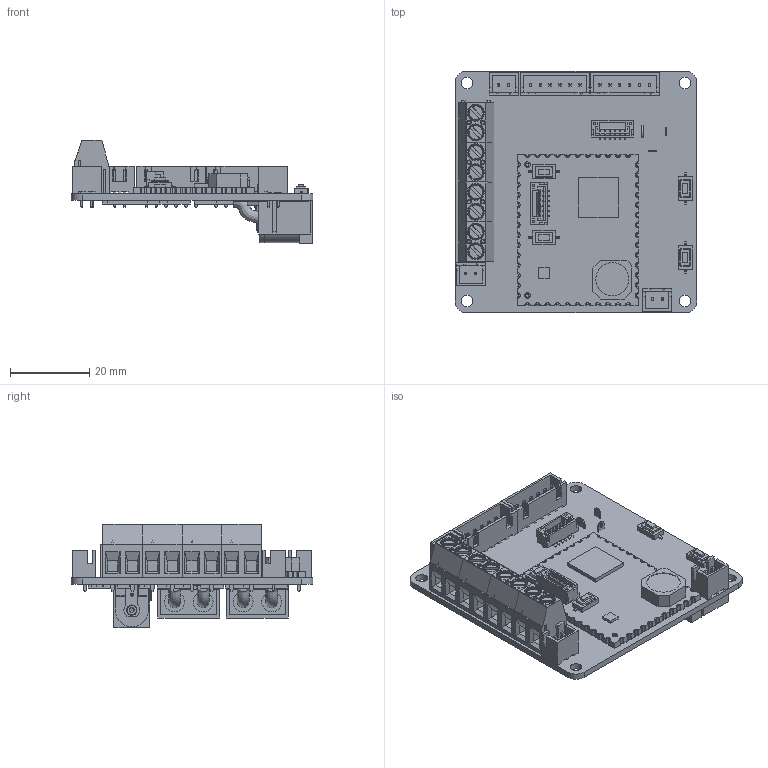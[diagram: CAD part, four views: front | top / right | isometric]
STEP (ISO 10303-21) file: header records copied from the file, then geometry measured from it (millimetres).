
FILE_DESCRIPTION(/* description */ (''),/* implementation_level */ '2;1');
FILE_NAME(/* name */ 'vb_powerboard-v1_2-cad.stp',/* time_stamp */ '2025-01-08T17:51:42+03:00',/* author */ ('Home'),/* organization */ (''),/* preprocessor_version */ 'ST-DEVELOPER v18.1',/* originating_system */ 'Autodesk Inventor 2022',/* authorisation */ '');
FILE_SCHEMA (('AUTOMOTIVE_DESIGN { 1 0 10303 214 3 1 1 }'));
Length unit declared in the file: millimetre
Products named in the file (17): vb_powerboard-v1_2; vb_powerboard-v1_2-pcb; DG125-5.0_2P; VBCoreG4; VBcoreG474; B06MB-GHS-TBT; G73_button; DC_Power_Jack-connector; Plastic_Body_1of2; Plastic_Body_2of2; PIN_01; PIN_03; PIN_02; Boner; XT60PT-M; XH-2A; XH-6A
Assembly tree (27 placements, depth 3):
  vb_powerboard-v1_2
    vb_powerboard-v1_2-pcb
    DG125-5.0_2P  x4
    VBCoreG4
      VBcoreG474
      B06MB-GHS-TBT
      G73_button  x2
    B06MB-GHS-TBT
    G73_button  x2
    XH-2A  x3
    DC_Power_Jack-connector
      Plastic_Body_1of2
      Plastic_Body_2of2
      PIN_01
      PIN_03
      PIN_02
      Boner
    XT60PT-M  x2
    XH-6A  x2
Bounding box: 61 x 61 x 26.2 mm (x, y, z)
Volume: 16759.9 mm3; surface area: 24541.1 mm2
Topology: 45 solids, 45 shells, 2819 faces, 7286 edges, 4747 vertices
Faces by surface type: plane 2363, cylinder 328, bspline 59, torus 42, cone 24, sphere 3
Full cylindrical faces by diameter (mm): 0.8 x28, 0.85 x18, 1 x7, 1.4 x4, 2 x5, 3 x12, 3.2 x2, 4 x8, 4.1 x16, 5 x8, 6.4 x1, 8.374 x1
Entity records: 49629 total; most frequent: CARTESIAN_POINT 9906, ORIENTED_EDGE 7886, DIRECTION 7638, EDGE_CURVE 3943, LINE 3274, VECTOR 3274, VERTEX_POINT 2581, AXIS2_PLACEMENT_3D 2182
